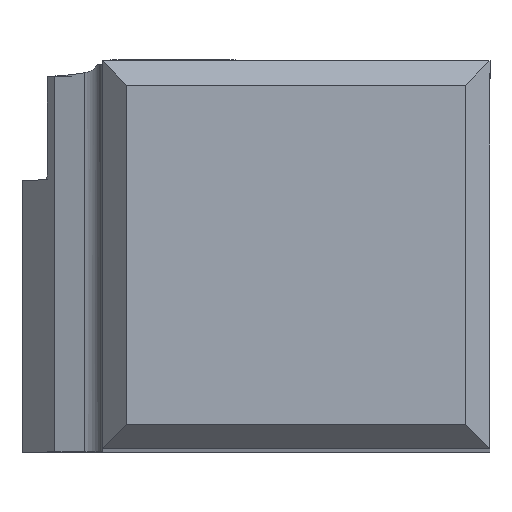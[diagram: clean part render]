
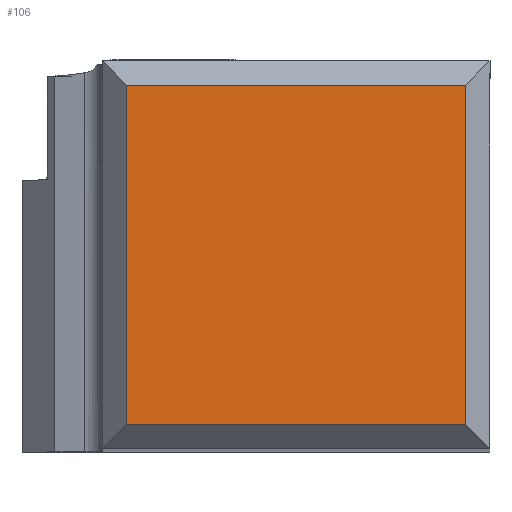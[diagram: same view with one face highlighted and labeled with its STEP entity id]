
A CAD part, top view. The second image highlights one B-rep face of the part: STEP entity #106.
In plain terms, the highlighted planar face has unit normal (0, 0, 1).
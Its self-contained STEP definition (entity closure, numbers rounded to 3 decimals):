
#106=ADVANCED_FACE('',(#194),#167,.T.);
#167=PLANE('',#1217);
#194=FACE_OUTER_BOUND('',#252,.T.);
#252=EDGE_LOOP('',(#374,#375,#376,#377));
#374=ORIENTED_EDGE('',*,*,#806,.F.);
#375=ORIENTED_EDGE('',*,*,#805,.F.);
#376=ORIENTED_EDGE('',*,*,#807,.F.);
#377=ORIENTED_EDGE('',*,*,#808,.T.);
#696=VERTEX_POINT('',#1694);
#697=VERTEX_POINT('',#1696);
#698=VERTEX_POINT('',#1700);
#699=VERTEX_POINT('',#1702);
#805=EDGE_CURVE('',#697,#696,#967,.T.);
#806=EDGE_CURVE('',#696,#698,#968,.T.);
#807=EDGE_CURVE('',#699,#697,#969,.T.);
#808=EDGE_CURVE('',#699,#698,#970,.T.);
#967=LINE('',#1697,#1057);
#968=LINE('',#1699,#1058);
#969=LINE('',#1701,#1059);
#970=LINE('',#1703,#1060);
#1057=VECTOR('',#1360,1.);
#1058=VECTOR('',#1363,1.);
#1059=VECTOR('',#1364,1.);
#1060=VECTOR('',#1365,1.);
#1217=AXIS2_PLACEMENT_3D('',#1704,#1366,#1367);
#1360=DIRECTION('',(1.,0.,0.));
#1363=DIRECTION('',(0.,-1.,0.));
#1364=DIRECTION('',(0.,1.,0.));
#1365=DIRECTION('',(1.,0.,0.));
#1366=DIRECTION('',(0.,0.,1.));
#1367=DIRECTION('',(1.,0.,0.));
#1694=CARTESIAN_POINT('',(-1.,15.,0.));
#1696=CARTESIAN_POINT('',(-15.,15.,0.));
#1697=CARTESIAN_POINT('',(-15.,15.,0.));
#1699=CARTESIAN_POINT('',(-1.,15.,0.));
#1700=CARTESIAN_POINT('',(-1.,1.,0.));
#1701=CARTESIAN_POINT('',(-15.,1.,0.));
#1702=CARTESIAN_POINT('',(-15.,1.,0.));
#1703=CARTESIAN_POINT('',(-15.,1.,0.));
#1704=CARTESIAN_POINT('',(-8.,8.,0.));
